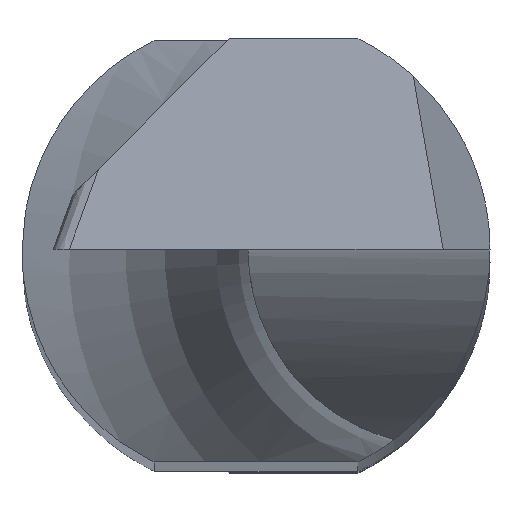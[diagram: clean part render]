
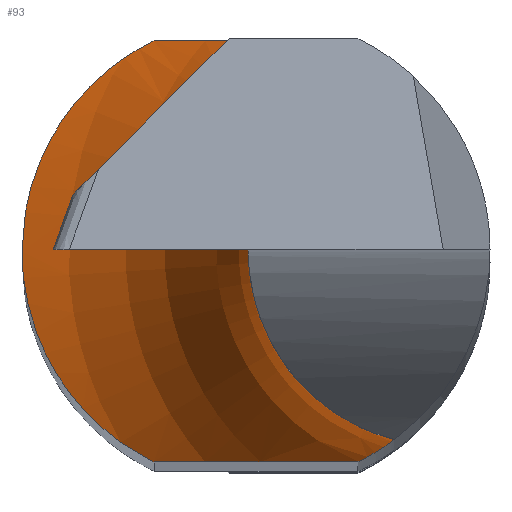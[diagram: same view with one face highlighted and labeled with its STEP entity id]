
A CAD part, top view. The second image highlights one B-rep face of the part: STEP entity #93.
In plain terms, the highlighted toroidal (fillet/blend) face has major radius 3.25 mm and minor radius 2 mm.
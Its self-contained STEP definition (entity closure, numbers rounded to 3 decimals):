
#29=TOROIDAL_SURFACE('',#904,3.25,2.);
#93=ADVANCED_FACE('',(#138),#29,.F.);
#138=FACE_OUTER_BOUND('',#176,.T.);
#176=EDGE_LOOP('',(#325,#326,#327,#328,#329,#330,#331,#332));
#198=CIRCLE('',#902,1.25);
#199=CIRCLE('',#903,1.25);
#325=ORIENTED_EDGE('',*,*,#564,.F.);
#326=ORIENTED_EDGE('',*,*,#565,.F.);
#327=ORIENTED_EDGE('',*,*,#566,.F.);
#328=ORIENTED_EDGE('',*,*,#567,.F.);
#329=ORIENTED_EDGE('',*,*,#542,.F.);
#330=ORIENTED_EDGE('',*,*,#568,.F.);
#331=ORIENTED_EDGE('',*,*,#569,.F.);
#332=ORIENTED_EDGE('',*,*,#532,.F.);
#447=VERTEX_POINT('',#1438);
#448=VERTEX_POINT('',#1446);
#457=VERTEX_POINT('',#1514);
#458=VERTEX_POINT('',#1522);
#472=VERTEX_POINT('',#1660);
#473=VERTEX_POINT('',#1679);
#474=VERTEX_POINT('',#1693);
#475=VERTEX_POINT('',#1699);
#532=EDGE_CURVE('',#447,#448,#625,.T.);
#542=EDGE_CURVE('',#457,#458,#630,.T.);
#564=EDGE_CURVE('',#472,#447,#643,.T.);
#565=EDGE_CURVE('',#473,#472,#644,.T.);
#566=EDGE_CURVE('',#474,#473,#645,.T.);
#567=EDGE_CURVE('',#458,#474,#646,.T.);
#568=EDGE_CURVE('',#475,#457,#198,.T.);
#569=EDGE_CURVE('',#448,#475,#199,.T.);
#625=B_SPLINE_CURVE_WITH_KNOTS('',3,(#1439,#1440,#1441,#1442,#1443,#1444,
#1445),.UNSPECIFIED.,.F.,.F.,(4,3,4),(0.,0.547,1.),
 .UNSPECIFIED.);
#630=B_SPLINE_CURVE_WITH_KNOTS('',3,(#1515,#1516,#1517,#1518,#1519,#1520,
#1521),.UNSPECIFIED.,.F.,.F.,(4,3,4),(0.,0.566,1.),
 .UNSPECIFIED.);
#643=B_SPLINE_CURVE_WITH_KNOTS('',3,(#1661,#1662,#1663,#1664),
 .UNSPECIFIED.,.F.,.F.,(4,4),(0.,1.),.UNSPECIFIED.);
#644=B_SPLINE_CURVE_WITH_KNOTS('',3,(#1666,#1667,#1668,#1669,#1670,#1671,
#1672,#1673,#1674,#1675,#1676,#1677,#1678),.UNSPECIFIED.,.F.,.F.,(4,3,3,
3,4),(0.,0.297,0.593,0.889,1.),
 .UNSPECIFIED.);
#645=B_SPLINE_CURVE_WITH_KNOTS('',3,(#1680,#1681,#1682,#1683,#1684,#1685,
#1686,#1687,#1688,#1689,#1690,#1691,#1692),.UNSPECIFIED.,.F.,.F.,(4,3,3,
3,4),(0.,0.294,0.588,0.883,1.),
 .UNSPECIFIED.);
#646=B_SPLINE_CURVE_WITH_KNOTS('',3,(#1694,#1695,#1696,#1697),
 .UNSPECIFIED.,.F.,.F.,(4,4),(0.,1.),.UNSPECIFIED.);
#902=AXIS2_PLACEMENT_3D('',#1698,#1019,#1020);
#903=AXIS2_PLACEMENT_3D('',#1700,#1021,#1022);
#904=AXIS2_PLACEMENT_3D('',#1701,#1023,#1024);
#1019=DIRECTION('',(0.,0.,1.));
#1020=DIRECTION('',(-1.,0.,0.));
#1021=DIRECTION('',(0.,0.,1.));
#1022=DIRECTION('',(-0.251,0.968,0.));
#1023=DIRECTION('',(0.,0.,-1.));
#1024=DIRECTION('',(-1.,0.,0.));
#1438=CARTESIAN_POINT('',(0.654,1.35,17.788));
#1439=CARTESIAN_POINT('',(0.654,1.35,17.788));
#1440=CARTESIAN_POINT('',(0.739,1.309,17.93));
#1441=CARTESIAN_POINT('',(0.801,1.269,18.089));
#1442=CARTESIAN_POINT('',(0.839,1.243,18.253));
#1443=CARTESIAN_POINT('',(0.871,1.222,18.389));
#1444=CARTESIAN_POINT('',(0.886,1.21,18.532));
#1445=CARTESIAN_POINT('',(0.886,1.21,18.673));
#1446=CARTESIAN_POINT('',(0.886,1.21,18.673));
#1514=CARTESIAN_POINT('',(0.886,-1.21,18.673));
#1515=CARTESIAN_POINT('',(0.886,-1.21,18.673));
#1516=CARTESIAN_POINT('',(0.886,-1.21,18.497));
#1517=CARTESIAN_POINT('',(0.862,-1.229,18.319));
#1518=CARTESIAN_POINT('',(0.813,-1.261,18.153));
#1519=CARTESIAN_POINT('',(0.775,-1.285,18.025));
#1520=CARTESIAN_POINT('',(0.722,-1.317,17.901));
#1521=CARTESIAN_POINT('',(0.654,-1.35,17.788));
#1522=CARTESIAN_POINT('',(0.654,-1.35,17.788));
#1660=CARTESIAN_POINT('',(-0.654,1.35,16.917));
#1661=CARTESIAN_POINT('',(-0.654,1.35,16.917));
#1662=CARTESIAN_POINT('',(-0.167,1.35,17.131));
#1663=CARTESIAN_POINT('',(0.236,1.35,17.471));
#1664=CARTESIAN_POINT('',(0.654,1.35,17.788));
#1666=CARTESIAN_POINT('',(-1.5,0.,16.75));
#1667=CARTESIAN_POINT('',(-1.5,0.166,16.75));
#1668=CARTESIAN_POINT('',(-1.472,0.335,16.753));
#1669=CARTESIAN_POINT('',(-1.417,0.492,16.761));
#1670=CARTESIAN_POINT('',(-1.362,0.649,16.769));
#1671=CARTESIAN_POINT('',(-1.28,0.799,16.78));
#1672=CARTESIAN_POINT('',(-1.178,0.929,16.798));
#1673=CARTESIAN_POINT('',(-1.076,1.058,16.816));
#1674=CARTESIAN_POINT('',(-0.95,1.172,16.841));
#1675=CARTESIAN_POINT('',(-0.814,1.26,16.874));
#1676=CARTESIAN_POINT('',(-0.762,1.293,16.887));
#1677=CARTESIAN_POINT('',(-0.709,1.323,16.901));
#1678=CARTESIAN_POINT('',(-0.654,1.35,16.917));
#1679=CARTESIAN_POINT('',(-1.5,0.,16.75));
#1680=CARTESIAN_POINT('',(-0.654,-1.35,16.917));
#1681=CARTESIAN_POINT('',(-0.798,-1.28,16.876));
#1682=CARTESIAN_POINT('',(-0.934,-1.185,16.845));
#1683=CARTESIAN_POINT('',(-1.051,-1.07,16.822));
#1684=CARTESIAN_POINT('',(-1.167,-0.956,16.799));
#1685=CARTESIAN_POINT('',(-1.267,-0.82,16.783));
#1686=CARTESIAN_POINT('',(-1.341,-0.673,16.772));
#1687=CARTESIAN_POINT('',(-1.415,-0.525,16.761));
#1688=CARTESIAN_POINT('',(-1.465,-0.362,16.755));
#1689=CARTESIAN_POINT('',(-1.487,-0.198,16.752));
#1690=CARTESIAN_POINT('',(-1.496,-0.133,16.751));
#1691=CARTESIAN_POINT('',(-1.5,-0.066,16.75));
#1692=CARTESIAN_POINT('',(-1.5,0.,16.75));
#1693=CARTESIAN_POINT('',(-0.654,-1.35,16.917));
#1694=CARTESIAN_POINT('',(0.654,-1.35,17.788));
#1695=CARTESIAN_POINT('',(0.236,-1.35,17.471));
#1696=CARTESIAN_POINT('',(-0.167,-1.35,17.131));
#1697=CARTESIAN_POINT('',(-0.654,-1.35,16.917));
#1698=CARTESIAN_POINT('',(1.2,0.,18.673));
#1699=CARTESIAN_POINT('',(-0.05,0.,18.673));
#1700=CARTESIAN_POINT('',(1.2,0.,18.673));
#1701=CARTESIAN_POINT('',(1.2,0.,18.673));
